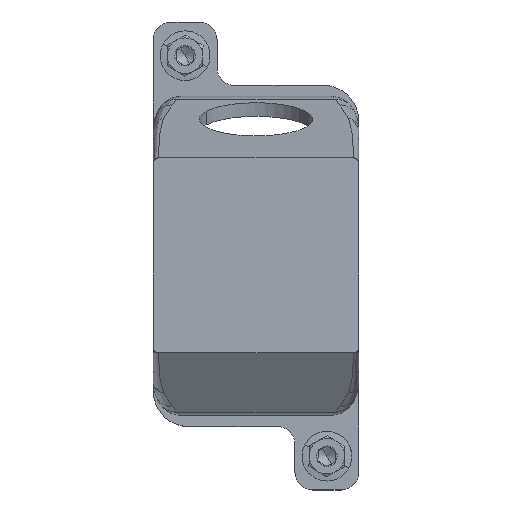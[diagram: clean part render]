
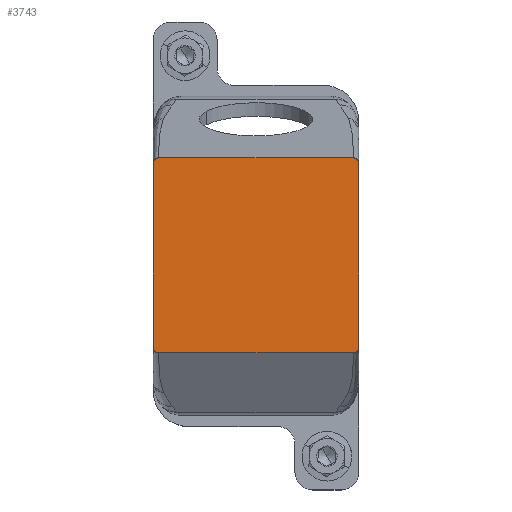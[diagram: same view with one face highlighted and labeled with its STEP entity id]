
A CAD part, top view. The second image highlights one B-rep face of the part: STEP entity #3743.
In plain terms, the highlighted planar face has unit normal (0, 0, 1).
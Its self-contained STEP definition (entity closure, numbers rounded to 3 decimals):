
#3664=AXIS2_PLACEMENT_3D('Plane Axis2P3D',#3661,#3662,#3663) ;
#2709=CARTESIAN_POINT('Vertex',(1.5,93.5,111.)) ;
#2712=CARTESIAN_POINT('Line Origine',(29.,93.5,111.)) ;
#2716=CARTESIAN_POINT('Vertex',(56.5,93.5,111.)) ;
#3622=CARTESIAN_POINT('Control Point',(1.5,93.5,111.)) ;
#3623=CARTESIAN_POINT('Control Point',(1.021,93.5,111.)) ;
#3624=CARTESIAN_POINT('Control Point',(0.543,93.3,111.)) ;
#3625=CARTESIAN_POINT('Control Point',(0.181,92.905,111.)) ;
#3626=CARTESIAN_POINT('Control Point',(0.,92.419,111.)) ;
#3627=CARTESIAN_POINT('Control Point',(0.,91.931,111.)) ;
#3628=CARTESIAN_POINT('Vertex',(0.,91.931,111.)) ;
#3661=CARTESIAN_POINT('Axis2P3D Location',(58.,66.,111.)) ;
#3666=CARTESIAN_POINT('Line Origine',(0.,66.,111.)) ;
#3670=CARTESIAN_POINT('Vertex',(0.,40.069,111.)) ;
#3674=CARTESIAN_POINT('Control Point',(1.5,38.5,111.)) ;
#3675=CARTESIAN_POINT('Control Point',(1.323,38.5,111.)) ;
#3676=CARTESIAN_POINT('Control Point',(1.147,38.528,111.)) ;
#3677=CARTESIAN_POINT('Control Point',(0.976,38.582,111.)) ;
#3678=CARTESIAN_POINT('Control Point',(0.651,38.743,111.)) ;
#3679=CARTESIAN_POINT('Control Point',(0.388,38.991,111.)) ;
#3680=CARTESIAN_POINT('Control Point',(0.274,39.136,111.)) ;
#3681=CARTESIAN_POINT('Control Point',(0.121,39.404,111.)) ;
#3682=CARTESIAN_POINT('Control Point',(0.035,39.699,111.)) ;
#3683=CARTESIAN_POINT('Control Point',(0.012,39.821,111.)) ;
#3684=CARTESIAN_POINT('Control Point',(0.,39.945,111.)) ;
#3685=CARTESIAN_POINT('Control Point',(0.,40.069,111.)) ;
#3686=CARTESIAN_POINT('Vertex',(1.5,38.5,111.)) ;
#3689=CARTESIAN_POINT('Line Origine',(29.,38.5,111.)) ;
#3693=CARTESIAN_POINT('Vertex',(56.5,38.5,111.)) ;
#3697=CARTESIAN_POINT('Control Point',(56.5,38.5,111.)) ;
#3698=CARTESIAN_POINT('Control Point',(56.677,38.5,111.)) ;
#3699=CARTESIAN_POINT('Control Point',(56.853,38.528,111.)) ;
#3700=CARTESIAN_POINT('Control Point',(57.024,38.582,111.)) ;
#3701=CARTESIAN_POINT('Control Point',(57.349,38.743,111.)) ;
#3702=CARTESIAN_POINT('Control Point',(57.612,38.991,111.)) ;
#3703=CARTESIAN_POINT('Control Point',(57.726,39.136,111.)) ;
#3704=CARTESIAN_POINT('Control Point',(57.879,39.404,111.)) ;
#3705=CARTESIAN_POINT('Control Point',(57.965,39.699,111.)) ;
#3706=CARTESIAN_POINT('Control Point',(57.988,39.821,111.)) ;
#3707=CARTESIAN_POINT('Control Point',(58.,39.945,111.)) ;
#3708=CARTESIAN_POINT('Control Point',(58.,40.069,111.)) ;
#3709=CARTESIAN_POINT('Vertex',(58.,40.069,111.)) ;
#3712=CARTESIAN_POINT('Line Origine',(58.,66.,111.)) ;
#3716=CARTESIAN_POINT('Vertex',(58.,91.931,111.)) ;
#3720=CARTESIAN_POINT('Control Point',(56.5,93.5,111.)) ;
#3721=CARTESIAN_POINT('Control Point',(56.677,93.5,111.)) ;
#3722=CARTESIAN_POINT('Control Point',(56.853,93.472,111.)) ;
#3723=CARTESIAN_POINT('Control Point',(57.024,93.418,111.)) ;
#3724=CARTESIAN_POINT('Control Point',(57.349,93.258,111.)) ;
#3725=CARTESIAN_POINT('Control Point',(57.612,93.009,111.)) ;
#3726=CARTESIAN_POINT('Control Point',(57.726,92.863,111.)) ;
#3727=CARTESIAN_POINT('Control Point',(57.879,92.595,111.)) ;
#3728=CARTESIAN_POINT('Control Point',(57.965,92.301,111.)) ;
#3729=CARTESIAN_POINT('Control Point',(57.988,92.178,111.)) ;
#3730=CARTESIAN_POINT('Control Point',(58.,92.055,111.)) ;
#3731=CARTESIAN_POINT('Control Point',(58.,91.931,111.)) ;
#2713=DIRECTION('Vector Direction',(-1.,0.,0.)) ;
#3662=DIRECTION('Axis2P3D Direction',(0.,0.,1.)) ;
#3663=DIRECTION('Axis2P3D XDirection',(-1.,0.,0.)) ;
#3667=DIRECTION('Vector Direction',(0.,-1.,0.)) ;
#3690=DIRECTION('Vector Direction',(-1.,0.,0.)) ;
#3713=DIRECTION('Vector Direction',(0.,-1.,0.)) ;
#2714=VECTOR('Line Direction',#2713,1.) ;
#3668=VECTOR('Line Direction',#3667,1.) ;
#3691=VECTOR('Line Direction',#3690,1.) ;
#3714=VECTOR('Line Direction',#3713,1.) ;
#3734=ORIENTED_EDGE('',*,*,#2718,.T.) ;
#3735=ORIENTED_EDGE('',*,*,#3630,.F.) ;
#3736=ORIENTED_EDGE('',*,*,#3672,.T.) ;
#3737=ORIENTED_EDGE('',*,*,#3688,.F.) ;
#3738=ORIENTED_EDGE('',*,*,#3695,.F.) ;
#3739=ORIENTED_EDGE('',*,*,#3711,.F.) ;
#3740=ORIENTED_EDGE('',*,*,#3718,.F.) ;
#3741=ORIENTED_EDGE('',*,*,#3732,.F.) ;
#3743=ADVANCED_FACE('Hood.1',(#3742),#3665,.T.) ;
#3621=B_SPLINE_CURVE_WITH_KNOTS('',5,(#3622,#3623,#3624,#3625,#3626,#3627),.UNSPECIFIED.,.F.,.U.,(6,6),(0.,3.712),.UNSPECIFIED.) ;
#3673=B_SPLINE_CURVE_WITH_KNOTS('',5,(#3674,#3675,#3676,#3677,#3678,#3679,#3680,#3681,#3682,#3683,#3684,#3685),.UNSPECIFIED.,.F.,.U.,(6,3,3,6),(0.,1.247,2.537,3.42),.UNSPECIFIED.) ;
#3696=B_SPLINE_CURVE_WITH_KNOTS('',5,(#3697,#3698,#3699,#3700,#3701,#3702,#3703,#3704,#3705,#3706,#3707,#3708),.UNSPECIFIED.,.F.,.U.,(6,3,3,6),(0.,1.247,2.537,3.42),.UNSPECIFIED.) ;
#3719=B_SPLINE_CURVE_WITH_KNOTS('',5,(#3720,#3721,#3722,#3723,#3724,#3725,#3726,#3727,#3728,#3729,#3730,#3731),.UNSPECIFIED.,.F.,.U.,(6,3,3,6),(0.,1.251,2.542,3.42),.UNSPECIFIED.) ;
#2718=EDGE_CURVE('',#2717,#2710,#2715,.T.) ;
#3630=EDGE_CURVE('',#3629,#2710,#3621,.F.) ;
#3672=EDGE_CURVE('',#3629,#3671,#3669,.T.) ;
#3688=EDGE_CURVE('',#3687,#3671,#3673,.T.) ;
#3695=EDGE_CURVE('',#3694,#3687,#3692,.T.) ;
#3711=EDGE_CURVE('',#3710,#3694,#3696,.F.) ;
#3718=EDGE_CURVE('',#3717,#3710,#3715,.T.) ;
#3732=EDGE_CURVE('',#2717,#3717,#3719,.T.) ;
#3733=EDGE_LOOP('',(#3734,#3735,#3736,#3737,#3738,#3739,#3740,#3741)) ;
#3742=FACE_OUTER_BOUND('',#3733,.T.) ;
#2715=LINE('Line',#2712,#2714) ;
#3669=LINE('Line',#3666,#3668) ;
#3692=LINE('Line',#3689,#3691) ;
#3715=LINE('Line',#3712,#3714) ;
#3665=PLANE('',#3664) ;
#2710=VERTEX_POINT('',#2709) ;
#2717=VERTEX_POINT('',#2716) ;
#3629=VERTEX_POINT('',#3628) ;
#3671=VERTEX_POINT('',#3670) ;
#3687=VERTEX_POINT('',#3686) ;
#3694=VERTEX_POINT('',#3693) ;
#3710=VERTEX_POINT('',#3709) ;
#3717=VERTEX_POINT('',#3716) ;
